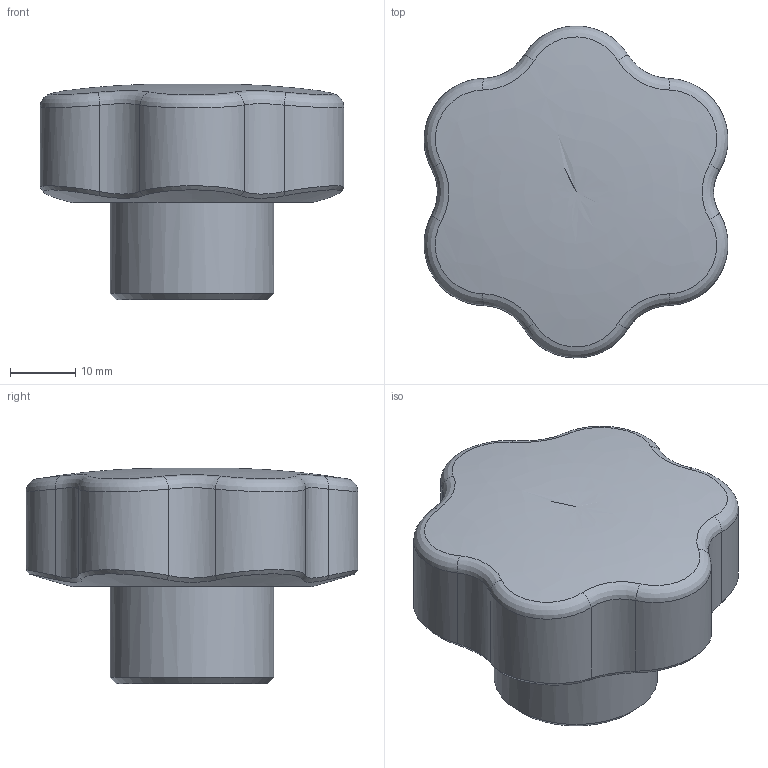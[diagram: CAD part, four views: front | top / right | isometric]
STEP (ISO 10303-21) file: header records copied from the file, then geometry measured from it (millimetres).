
FILE_DESCRIPTION( ( 'Unknown' ), '1' );
FILE_NAME( '6113050_VB50_M08.stp', 'Unknown', ( 'Unknown' ), ( 'Unknown' ), 'PSStep 11.0', 'Unknown', ' ' );
FILE_SCHEMA( ( 'AUTOMOTIVE_DESIGN { 1 0 10303 214 1 1 1 1 }' ) );
Length unit declared in the file: millimetre
Products named in the file (1): 6113050
Bounding box: 46.4 x 50.68 x 32.96 mm (x, y, z)
Volume: 30706.8 mm3; surface area: 10018.8 mm2
Topology: 1 solids, 1 shells, 70 faces, 178 edges, 109 vertices
Faces by surface type: bspline 26, plane 25, cylinder 15, cone 3, torus 1
Full cylindrical faces by diameter (mm): 6.647 x1, 25 x1, 35.5 x1
Entity records: 7047 total; most frequent: CARTESIAN_POINT 5040, ORIENTED_EDGE 326, DIRECTION 236, EDGE_CURVE 163, VERTEX_POINT 105, AXIS2_PLACEMENT_3D 88, EDGE_LOOP 78, FACE_OUTER_BOUND 75
